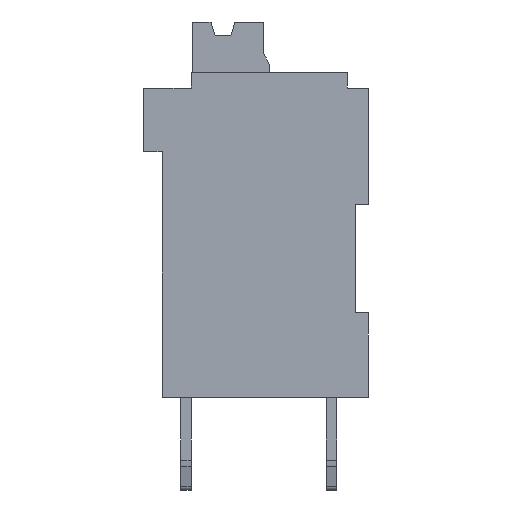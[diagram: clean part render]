
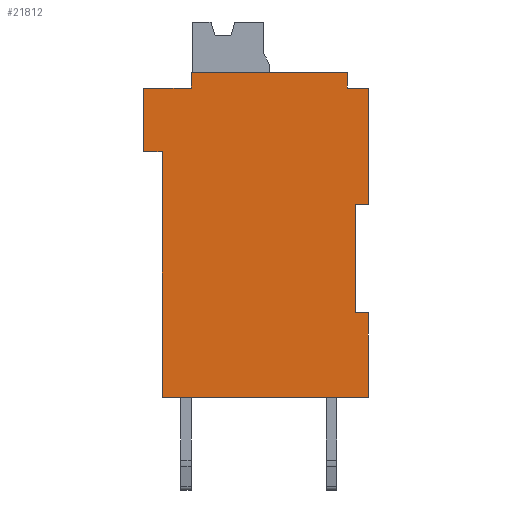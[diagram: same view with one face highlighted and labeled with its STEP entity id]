
A CAD part, left-side view. The second image highlights one B-rep face of the part: STEP entity #21812.
In plain terms, the highlighted planar face has unit normal (-1, 0, 0).
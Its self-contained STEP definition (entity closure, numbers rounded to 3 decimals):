
#19854 = VERTEX_POINT('',#19855);
#19855 = CARTESIAN_POINT('',(-17.851,-4.153,0.2));
#19871 = VERTEX_POINT('',#19872);
#19872 = CARTESIAN_POINT('',(-17.851,-4.153,3.4));
#19878 = EDGE_CURVE('',#19854,#19871,#19879,.T.);
#19879 = LINE('',#19880,#19881);
#19880 = CARTESIAN_POINT('',(-17.851,-4.153,0.2));
#19881 = VECTOR('',#19882,1.);
#19882 = DIRECTION('',(0.,0.,1.));
#19895 = VERTEX_POINT('',#19896);
#19896 = CARTESIAN_POINT('',(-17.851,3.648,0.2));
#19927 = EDGE_CURVE('',#19895,#19854,#19928,.T.);
#19928 = LINE('',#19929,#19930);
#19929 = CARTESIAN_POINT('',(-17.851,3.648,0.2));
#19930 = VECTOR('',#19931,1.);
#19931 = DIRECTION('',(0.,-1.,0.));
#19951 = VERTEX_POINT('',#19952);
#19952 = CARTESIAN_POINT('',(-17.851,-3.653,3.4));
#19958 = EDGE_CURVE('',#19871,#19951,#19959,.T.);
#19959 = LINE('',#19960,#19961);
#19960 = CARTESIAN_POINT('',(-17.851,-4.153,3.4));
#19961 = VECTOR('',#19962,1.);
#19962 = DIRECTION('',(0.,1.,0.));
#21102 = VERTEX_POINT('',#21103);
#21103 = CARTESIAN_POINT('',(-17.851,-3.653,7.5));
#21109 = EDGE_CURVE('',#19951,#21102,#21110,.T.);
#21110 = LINE('',#21111,#21112);
#21111 = CARTESIAN_POINT('',(-17.851,-3.653,3.4));
#21112 = VECTOR('',#21113,1.);
#21113 = DIRECTION('',(0.,0.,1.));
#21126 = VERTEX_POINT('',#21127);
#21127 = CARTESIAN_POINT('',(-17.851,3.648,9.5));
#21740 = EDGE_CURVE('',#21126,#19895,#21741,.T.);
#21741 = LINE('',#21742,#21743);
#21742 = CARTESIAN_POINT('',(-17.851,3.648,9.5));
#21743 = VECTOR('',#21744,1.);
#21744 = DIRECTION('',(0.,0.,-1.));
#21757 = VERTEX_POINT('',#21758);
#21758 = CARTESIAN_POINT('',(-17.851,4.348,9.5));
#21771 = EDGE_CURVE('',#21757,#21126,#21772,.T.);
#21772 = LINE('',#21773,#21774);
#21773 = CARTESIAN_POINT('',(-17.851,4.348,9.5));
#21774 = VECTOR('',#21775,1.);
#21775 = DIRECTION('',(0.,-1.,0.));
#21788 = VERTEX_POINT('',#21789);
#21789 = CARTESIAN_POINT('',(-17.851,4.348,11.9));
#21802 = EDGE_CURVE('',#21788,#21757,#21803,.T.);
#21803 = LINE('',#21804,#21805);
#21804 = CARTESIAN_POINT('',(-17.851,4.348,11.9));
#21805 = VECTOR('',#21806,1.);
#21806 = DIRECTION('',(0.,0.,-1.));
#21812 = ADVANCED_FACE('',(#21813),#21876,.T.);
#21813 = FACE_BOUND('',#21814,.T.);
#21814 = EDGE_LOOP('',(#21815,#21823,#21824,#21825,#21826,#21827,#21828,
    #21829,#21830,#21838,#21846,#21854,#21862,#21870));
#21815 = ORIENTED_EDGE('',*,*,#21816,.T.);
#21816 = EDGE_CURVE('',#21817,#21788,#21819,.T.);
#21817 = VERTEX_POINT('',#21818);
#21818 = CARTESIAN_POINT('',(-17.851,2.548,11.9));
#21819 = LINE('',#21820,#21821);
#21820 = CARTESIAN_POINT('',(-17.851,2.548,11.9));
#21821 = VECTOR('',#21822,1.);
#21822 = DIRECTION('',(0.,1.,0.));
#21823 = ORIENTED_EDGE('',*,*,#21802,.T.);
#21824 = ORIENTED_EDGE('',*,*,#21771,.T.);
#21825 = ORIENTED_EDGE('',*,*,#21740,.T.);
#21826 = ORIENTED_EDGE('',*,*,#19927,.T.);
#21827 = ORIENTED_EDGE('',*,*,#19878,.T.);
#21828 = ORIENTED_EDGE('',*,*,#19958,.T.);
#21829 = ORIENTED_EDGE('',*,*,#21109,.T.);
#21830 = ORIENTED_EDGE('',*,*,#21831,.T.);
#21831 = EDGE_CURVE('',#21102,#21832,#21834,.T.);
#21832 = VERTEX_POINT('',#21833);
#21833 = CARTESIAN_POINT('',(-17.851,-4.153,7.5));
#21834 = LINE('',#21835,#21836);
#21835 = CARTESIAN_POINT('',(-17.851,-3.653,7.5));
#21836 = VECTOR('',#21837,1.);
#21837 = DIRECTION('',(0.,-1.,0.));
#21838 = ORIENTED_EDGE('',*,*,#21839,.T.);
#21839 = EDGE_CURVE('',#21832,#21840,#21842,.T.);
#21840 = VERTEX_POINT('',#21841);
#21841 = CARTESIAN_POINT('',(-17.851,-4.153,11.9));
#21842 = LINE('',#21843,#21844);
#21843 = CARTESIAN_POINT('',(-17.851,-4.153,7.5));
#21844 = VECTOR('',#21845,1.);
#21845 = DIRECTION('',(0.,0.,1.));
#21846 = ORIENTED_EDGE('',*,*,#21847,.T.);
#21847 = EDGE_CURVE('',#21840,#21848,#21850,.T.);
#21848 = VERTEX_POINT('',#21849);
#21849 = CARTESIAN_POINT('',(-17.851,-3.353,11.9));
#21850 = LINE('',#21851,#21852);
#21851 = CARTESIAN_POINT('',(-17.851,-4.153,11.9));
#21852 = VECTOR('',#21853,1.);
#21853 = DIRECTION('',(0.,1.,0.));
#21854 = ORIENTED_EDGE('',*,*,#21855,.T.);
#21855 = EDGE_CURVE('',#21848,#21856,#21858,.T.);
#21856 = VERTEX_POINT('',#21857);
#21857 = CARTESIAN_POINT('',(-17.851,-3.353,12.5));
#21858 = LINE('',#21859,#21860);
#21859 = CARTESIAN_POINT('',(-17.851,-3.353,11.9));
#21860 = VECTOR('',#21861,1.);
#21861 = DIRECTION('',(0.,0.,1.));
#21862 = ORIENTED_EDGE('',*,*,#21863,.T.);
#21863 = EDGE_CURVE('',#21856,#21864,#21866,.T.);
#21864 = VERTEX_POINT('',#21865);
#21865 = CARTESIAN_POINT('',(-17.851,2.548,12.5));
#21866 = LINE('',#21867,#21868);
#21867 = CARTESIAN_POINT('',(-17.851,-3.353,12.5));
#21868 = VECTOR('',#21869,1.);
#21869 = DIRECTION('',(0.,1.,0.));
#21870 = ORIENTED_EDGE('',*,*,#21871,.T.);
#21871 = EDGE_CURVE('',#21864,#21817,#21872,.T.);
#21872 = LINE('',#21873,#21874);
#21873 = CARTESIAN_POINT('',(-17.851,2.548,12.5));
#21874 = VECTOR('',#21875,1.);
#21875 = DIRECTION('',(0.,0.,-1.));
#21876 = PLANE('',#21877);
#21877 = AXIS2_PLACEMENT_3D('',#21878,#21879,#21880);
#21878 = CARTESIAN_POINT('',(-17.851,-0.002,6.35));
#21879 = DIRECTION('',(-1.,0.,0.));
#21880 = DIRECTION('',(0.,-1.,0.));
